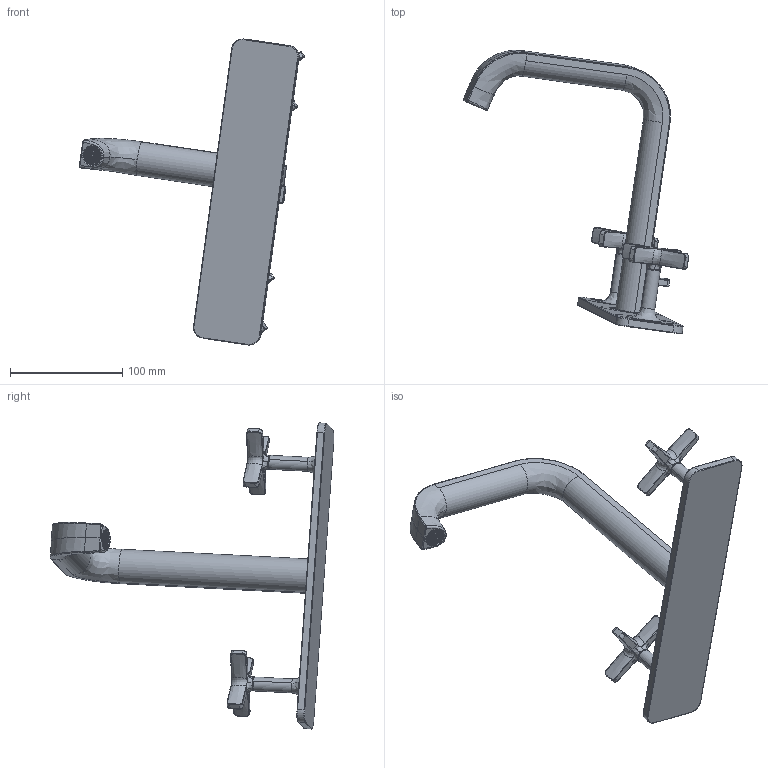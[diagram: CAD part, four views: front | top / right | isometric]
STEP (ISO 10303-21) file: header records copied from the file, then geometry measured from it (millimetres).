
FILE_DESCRIPTION(('CAx-IF Rec.Pracs.---Model Styling and Organization---1.2---2011-12-15','CAx-IF Rec.Pracs.---Geometric and Assembly Validation Properties---4.1---2014-06-16','CAx-IF Rec.Pracs.---PMI Polyline Presentation---2.0---2013-05-24'),'2;1');
FILE_NAME('1000091049_PPR_000.stp','2017-02-08T12:48:34+01:00',(''),(''),'STEP Interface 4.0.1101 by CT CoreTechnologie','3D_Evolution4.0.1101 by CT CoreTechnologie','');
FILE_SCHEMA(('AP203_CONFIGURATION_CONTROLLED_3D_DESIGN_OF_MECHANICAL_PARTS_AND_ASSEMBLIES_MIM_LF'));
Length unit declared in the file: millimetre
Products named in the file (12): P_2 3L WTA SM Platte AX Citterio Univers 1000091049_PPR_000_A0; P_2 Platte 3L WTA-WM Citterio Basic 1000091051_PPA_000_A0; P_2 Kreuzgriff_3L_SM AX Citterio Univers 1000083562_PPR_000_A0; P_2 Kreuzgriff Axor Citterio Universal 1000083561_PPA_000_A0; P_2 Welle_Griff_3L_SM_AX Citterio Univer 1000083563_PPA_000_A0; P_2 Zugstange D4_440 Axor Citterio Univ 1000083557_PPA_000_A0; Zugknopf_3L_WTA Axor Citterio Universal 1000071038_PPA_000_A0; SR_CA-M16,5x1_HC_1,5gpm-lam_gruen-weiss 1000051585_PPR_000_A0; SR_CA-M16,5x1_HC_1,5gpm-lam_gruen-weiss 1000051586_PPA_000_A0; Gewindestift DIN914-M4x5-A1 1000003997_PPA_000_A0; P_2 Schaftbefestigung_3L_WTA_Citt Univ 1000083560_PPA_000_A0; P_2 Auslauf_3L WTA SM Ax Citterio Univer 1000091050_PPA_000_A0
Assembly tree (12 placements, depth 3):
  P_2 3L WTA SM Platte AX Citterio Univers 1000091049_PPR_000_A0
    P_2 Platte 3L WTA-WM Citterio Basic 1000091051_PPA_000_A0
    P_2 Kreuzgriff_3L_SM AX Citterio Univers 1000083562_PPR_000_A0  x2
      P_2 Kreuzgriff Axor Citterio Universal 1000083561_PPA_000_A0
      P_2 Welle_Griff_3L_SM_AX Citterio Univer 1000083563_PPA_000_A0
    P_2 Zugstange D4_440 Axor Citterio Univ 1000083557_PPA_000_A0
    Zugknopf_3L_WTA Axor Citterio Universal 1000071038_PPA_000_A0
    SR_CA-M16,5x1_HC_1,5gpm-lam_gruen-weiss 1000051585_PPR_000_A0
      SR_CA-M16,5x1_HC_1,5gpm-lam_gruen-weiss 1000051586_PPA_000_A0
    Gewindestift DIN914-M4x5-A1 1000003997_PPA_000_A0
    P_2 Schaftbefestigung_3L_WTA_Citt Univ 1000083560_PPA_000_A0
    P_2 Auslauf_3L WTA SM Ax Citterio Univer 1000091050_PPA_000_A0
Bounding box: 200.83 x 253.08 x 272.99 mm (x, y, z)
Volume: 369795.2 mm3; surface area: 97969.4 mm2
Topology: 12 solids, 12 shells, 1091 faces, 2669 edges, 1656 vertices
Faces by surface type: plane 609, bspline 322, cylinder 160
Entity records: 61307 total; most frequent: CARTESIAN_POINT 28298, ORIENTED_EDGE 4750, DIRECTION 4378, EDGE_CURVE 2375, VECTOR 1596, LINE 1596, VERTEX_POINT 1498, AXIS2_PLACEMENT_3D 1391
